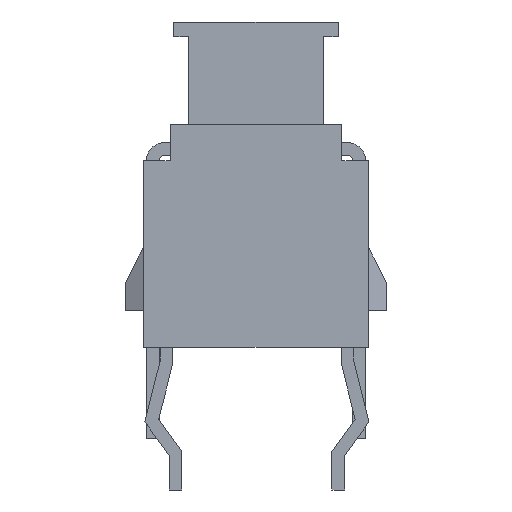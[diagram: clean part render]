
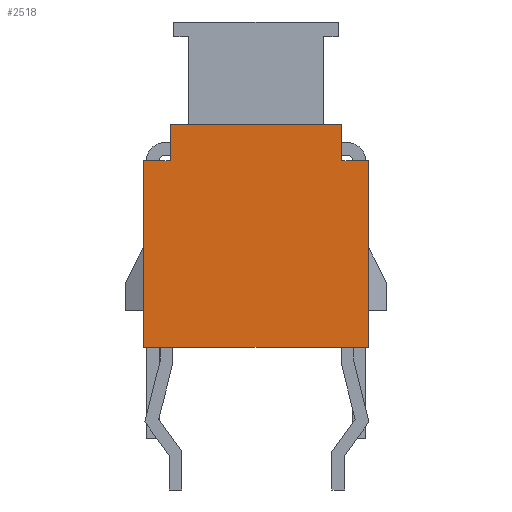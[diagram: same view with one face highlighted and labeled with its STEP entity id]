
A CAD part, front view. The second image highlights one B-rep face of the part: STEP entity #2518.
In plain terms, the highlighted planar face has unit normal (0, -1, 0).
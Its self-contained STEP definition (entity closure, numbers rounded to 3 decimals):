
#81=FACE_OUTER_BOUND('',#219,.T.);
#219=EDGE_LOOP('',(#1800,#1801,#1802,#1803,#1804,#1805,#1806,#1807));
#381=LINE('',#3567,#731);
#391=LINE('',#3587,#741);
#400=LINE('',#3607,#750);
#405=LINE('',#3615,#755);
#410=LINE('',#3625,#760);
#416=LINE('',#3637,#766);
#431=LINE('',#3664,#781);
#432=LINE('',#3665,#782);
#731=VECTOR('',#2891,10.);
#741=VECTOR('',#2905,10.);
#750=VECTOR('',#2918,10.);
#755=VECTOR('',#2925,10.);
#760=VECTOR('',#2932,10.);
#766=VECTOR('',#2942,10.);
#781=VECTOR('',#2969,10.);
#782=VECTOR('',#2970,10.);
#1063=VERTEX_POINT('',#3564);
#1064=VERTEX_POINT('',#3566);
#1071=VERTEX_POINT('',#3584);
#1072=VERTEX_POINT('',#3586);
#1080=VERTEX_POINT('',#3604);
#1081=VERTEX_POINT('',#3606);
#1086=VERTEX_POINT('',#3622);
#1087=VERTEX_POINT('',#3624);
#1319=EDGE_CURVE('',#1063,#1064,#381,.T.);
#1329=EDGE_CURVE('',#1071,#1072,#391,.T.);
#1338=EDGE_CURVE('',#1081,#1080,#400,.T.);
#1343=EDGE_CURVE('',#1080,#1072,#405,.T.);
#1348=EDGE_CURVE('',#1087,#1086,#410,.T.);
#1354=EDGE_CURVE('',#1063,#1087,#416,.T.);
#1369=EDGE_CURVE('',#1064,#1071,#431,.T.);
#1370=EDGE_CURVE('',#1081,#1086,#432,.T.);
#1800=ORIENTED_EDGE('',*,*,#1338,.T.);
#1801=ORIENTED_EDGE('',*,*,#1343,.T.);
#1802=ORIENTED_EDGE('',*,*,#1329,.F.);
#1803=ORIENTED_EDGE('',*,*,#1369,.F.);
#1804=ORIENTED_EDGE('',*,*,#1319,.F.);
#1805=ORIENTED_EDGE('',*,*,#1354,.T.);
#1806=ORIENTED_EDGE('',*,*,#1348,.T.);
#1807=ORIENTED_EDGE('',*,*,#1370,.F.);
#2387=PLANE('',#2677);
#2518=ADVANCED_FACE('',(#81),#2387,.T.);
#2677=AXIS2_PLACEMENT_3D('',#3663,#2967,#2968);
#2891=DIRECTION('',(0.,0.,-1.));
#2905=DIRECTION('',(0.,0.,1.));
#2918=DIRECTION('',(0.,0.,-1.));
#2925=DIRECTION('',(-1.,0.,0.));
#2932=DIRECTION('',(0.,0.,1.));
#2942=DIRECTION('',(-1.,0.,0.));
#2967=DIRECTION('center_axis',(0.,-1.,0.));
#2968=DIRECTION('ref_axis',(1.,0.,0.));
#2969=DIRECTION('',(-1.,0.,0.));
#2970=DIRECTION('',(1.,0.,0.));
#3564=CARTESIAN_POINT('',(3.075,-3.,5.6));
#3566=CARTESIAN_POINT('',(3.075,-3.,0.5));
#3567=CARTESIAN_POINT('',(3.075,-3.,0.5));
#3584=CARTESIAN_POINT('',(-3.075,-3.,0.5));
#3586=CARTESIAN_POINT('',(-3.075,-3.,5.6));
#3587=CARTESIAN_POINT('',(-3.075,-3.,0.5));
#3604=CARTESIAN_POINT('',(-2.35,-3.,5.6));
#3606=CARTESIAN_POINT('',(-2.35,-3.,6.6));
#3607=CARTESIAN_POINT('',(-2.35,-3.,3.55));
#3615=CARTESIAN_POINT('',(-2.838,-3.,5.6));
#3622=CARTESIAN_POINT('',(2.35,-3.,6.6));
#3624=CARTESIAN_POINT('',(2.35,-3.,5.6));
#3625=CARTESIAN_POINT('',(2.35,-3.,3.55));
#3637=CARTESIAN_POINT('',(-0.162,-3.,5.6));
#3663=CARTESIAN_POINT('Origin',(-3.,-3.,0.5));
#3664=CARTESIAN_POINT('',(3.,-3.,0.5));
#3665=CARTESIAN_POINT('',(3.,-3.,6.6));
